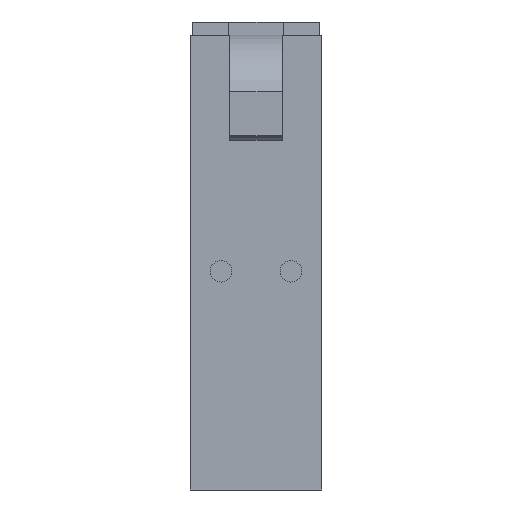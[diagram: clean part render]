
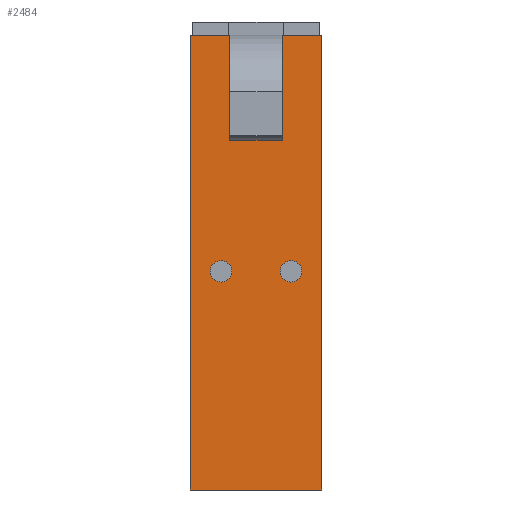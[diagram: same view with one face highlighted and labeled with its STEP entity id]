
A CAD part, front view. The second image highlights one B-rep face of the part: STEP entity #2484.
In plain terms, the highlighted planar face has unit normal (0, -1, 0).
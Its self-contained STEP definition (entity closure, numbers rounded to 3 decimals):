
#225=CARTESIAN_POINT('',(10.458,-29.,50.0));
#226=VERTEX_POINT('',#225);
#227=CARTESIAN_POINT('',(8.,-29.,50.0));
#228=DIRECTION('',(0.0,1.0,0.0));
#229=DIRECTION('',(1.0,0.0,0.0));
#230=AXIS2_PLACEMENT_3D('',#227,#228,#229);
#231=CIRCLE('',#230,2.459);
#232=EDGE_CURVE('',#226,#226,#231,.T.);
#283=CARTESIAN_POINT('',(-5.541,-29.,50.0));
#284=VERTEX_POINT('',#283);
#285=CARTESIAN_POINT('',(-8.,-29.,50.0));
#286=DIRECTION('',(0.0,1.0,0.0));
#287=DIRECTION('',(1.0,0.0,0.0));
#288=AXIS2_PLACEMENT_3D('',#285,#286,#287);
#289=CIRCLE('',#288,2.459);
#290=EDGE_CURVE('',#284,#284,#289,.T.);
#1635=CARTESIAN_POINT('',(6.,-29.0,80.0));
#1636=VERTEX_POINT('',#1635);
#1645=CARTESIAN_POINT('',(6.,-29.0,104.0));
#1646=VERTEX_POINT('',#1645);
#1647=CARTESIAN_POINT('',(6.,-29.0,104.0));
#1648=DIRECTION('',(0.0,0.0,-1.0));
#1649=VECTOR('',#1648,24.0);
#1650=LINE('',#1647,#1649);
#1651=EDGE_CURVE('',#1646,#1636,#1650,.T.);
#1690=CARTESIAN_POINT('',(-6.,-29.0,80.0));
#1691=VERTEX_POINT('',#1690);
#1713=CARTESIAN_POINT('',(-6.,-29.0,104.0));
#1714=VERTEX_POINT('',#1713);
#1721=CARTESIAN_POINT('',(-6.,-29.0,80.0));
#1722=DIRECTION('',(0.0,0.0,1.0));
#1723=VECTOR('',#1722,24.0);
#1724=LINE('',#1721,#1723);
#1725=EDGE_CURVE('',#1691,#1714,#1724,.T.);
#1741=CARTESIAN_POINT('',(6.,-29.0,80.0));
#1742=DIRECTION('',(-1.0,0.0,0.0));
#1743=VECTOR('',#1742,12.);
#1744=LINE('',#1741,#1743);
#1745=EDGE_CURVE('',#1636,#1691,#1744,.T.);
#1765=CARTESIAN_POINT('',(15.0,-29.,104.0));
#1766=VERTEX_POINT('',#1765);
#1767=CARTESIAN_POINT('',(15.0,-29.,104.0));
#1768=DIRECTION('',(-1.0,0.0,0.0));
#1769=VECTOR('',#1768,9.);
#1770=LINE('',#1767,#1769);
#1771=EDGE_CURVE('',#1766,#1646,#1770,.T.);
#1952=CARTESIAN_POINT('',(-15.,-29.,104.0));
#1953=VERTEX_POINT('',#1952);
#1960=CARTESIAN_POINT('',(-6.,-29.0,104.0));
#1961=DIRECTION('',(-1.0,0.0,0.0));
#1962=VECTOR('',#1961,9.);
#1963=LINE('',#1960,#1962);
#1964=EDGE_CURVE('',#1714,#1953,#1963,.T.);
#2427=CARTESIAN_POINT('',(15.0,-29.,0.0));
#2428=VERTEX_POINT('',#2427);
#2429=CARTESIAN_POINT('',(15.0,-29.,0.0));
#2430=DIRECTION('',(0.0,0.0,1.0));
#2431=VECTOR('',#2430,104.0);
#2432=LINE('',#2429,#2431);
#2433=EDGE_CURVE('',#2428,#1766,#2432,.T.);
#2451=CARTESIAN_POINT('',(15.0,-29.,0.0));
#2452=DIRECTION('',(0.0,-1.0,0.0));
#2453=DIRECTION('',(0.0,0.0,-1.0));
#2454=AXIS2_PLACEMENT_3D('',#2451,#2452,#2453);
#2455=PLANE('',#2454);
#2456=ORIENTED_EDGE('',*,*,#1725,.T.);
#2457=ORIENTED_EDGE('',*,*,#1964,.T.);
#2458=CARTESIAN_POINT('',(-15.,-29.,0.0));
#2459=VERTEX_POINT('',#2458);
#2460=CARTESIAN_POINT('',(-15.,-29.,0.0));
#2461=DIRECTION('',(0.0,0.0,1.0));
#2462=VECTOR('',#2461,104.0);
#2463=LINE('',#2460,#2462);
#2464=EDGE_CURVE('',#2459,#1953,#2463,.T.);
#2465=ORIENTED_EDGE('',*,*,#2464,.F.);
#2466=CARTESIAN_POINT('',(-15.,-29.,0.0));
#2467=DIRECTION('',(1.0,0.0,0.0));
#2468=VECTOR('',#2467,30.);
#2469=LINE('',#2466,#2468);
#2470=EDGE_CURVE('',#2459,#2428,#2469,.T.);
#2471=ORIENTED_EDGE('',*,*,#2470,.T.);
#2472=ORIENTED_EDGE('',*,*,#2433,.T.);
#2473=ORIENTED_EDGE('',*,*,#1771,.T.);
#2474=ORIENTED_EDGE('',*,*,#1651,.T.);
#2475=ORIENTED_EDGE('',*,*,#1745,.T.);
#2476=EDGE_LOOP('',(#2456,#2457,#2465,#2471,#2472,#2473,#2474,#2475));
#2477=FACE_OUTER_BOUND('',#2476,.T.);
#2478=ORIENTED_EDGE('',*,*,#232,.T.);
#2479=EDGE_LOOP('',(#2478));
#2480=FACE_BOUND('',#2479,.T.);
#2481=ORIENTED_EDGE('',*,*,#290,.T.);
#2482=EDGE_LOOP('',(#2481));
#2483=FACE_BOUND('',#2482,.T.);
#2484=ADVANCED_FACE('',(#2477,#2480,#2483),#2455,.T.);
